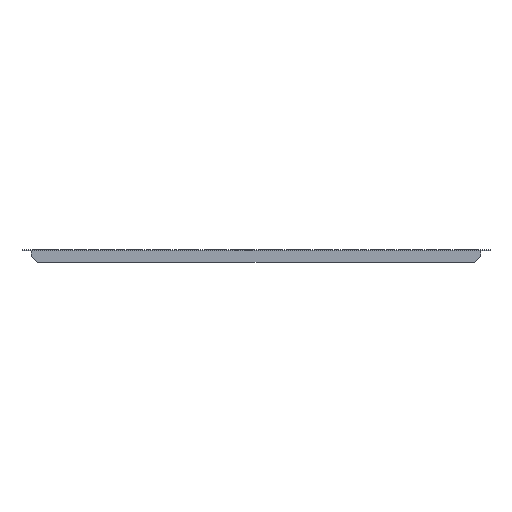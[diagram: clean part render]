
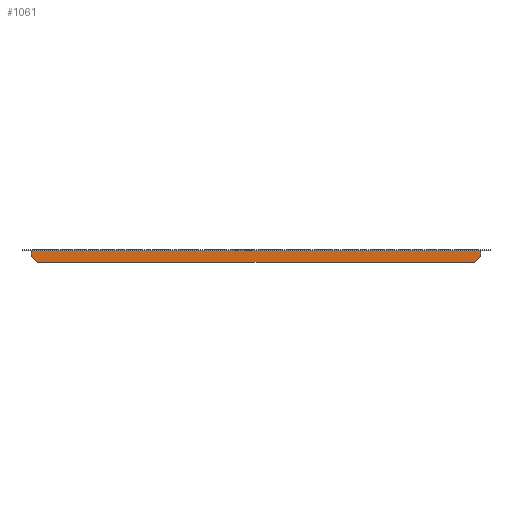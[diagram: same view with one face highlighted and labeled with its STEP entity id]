
A CAD part, front view. The second image highlights one B-rep face of the part: STEP entity #1061.
In plain terms, the highlighted planar face has unit normal (0, -1, 0).
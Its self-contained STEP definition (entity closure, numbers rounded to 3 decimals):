
#275 = PLANE ( 'NONE',  #16894 ) ;
#461 = DIRECTION ( 'NONE',  ( 0., 0., 1. ) ) ;
#529 = EDGE_CURVE ( 'NONE', #10340, #35400, #13401, .T. ) ;
#1061 = ADVANCED_FACE ( 'NONE', ( #5545 ), #275, .F. ) ;
#1346 = LINE ( 'NONE', #8996, #25964 ) ;
#1785 = LINE ( 'NONE', #35020, #25776 ) ;
#2174 = DIRECTION ( 'NONE',  ( -1., 0., 0. ) ) ;
#2275 = ORIENTED_EDGE ( 'NONE', *, *, #33992, .T. ) ;
#2282 = EDGE_CURVE ( 'NONE', #10340, #34766, #1785, .T. ) ;
#2564 = ORIENTED_EDGE ( 'NONE', *, *, #529, .F. ) ;
#3087 = VECTOR ( 'NONE', #35910, 1000. ) ;
#3476 = CARTESIAN_POINT ( 'NONE',  ( 288., -42., -15. ) ) ;
#5132 = ORIENTED_EDGE ( 'NONE', *, *, #28084, .F. ) ;
#5545 = FACE_OUTER_BOUND ( 'NONE', #32812, .T. ) ;
#5928 = CARTESIAN_POINT ( 'NONE',  ( -280., -42., -15. ) ) ;
#6127 = EDGE_CURVE ( 'NONE', #34766, #28910, #33451, .T. ) ;
#6802 = DIRECTION ( 'NONE',  ( 0., 0., 1. ) ) ;
#7258 = DIRECTION ( 'NONE',  ( 0.707, 0., -0.707 ) ) ;
#8996 = CARTESIAN_POINT ( 'NONE',  ( -288., -42., -15. ) ) ;
#10303 = ORIENTED_EDGE ( 'NONE', *, *, #2282, .T. ) ;
#10340 = VERTEX_POINT ( 'NONE', #35851 ) ;
#11081 = EDGE_CURVE ( 'NONE', #18471, #35400, #29442, .T. ) ;
#11104 = DIRECTION ( 'NONE',  ( 0., 0., 1. ) ) ;
#11353 = CARTESIAN_POINT ( 'NONE',  ( 288., -42., -15. ) ) ;
#11359 = DIRECTION ( 'NONE',  ( 0.707, 0., 0.707 ) ) ;
#12382 = CARTESIAN_POINT ( 'NONE',  ( 288., -42., -7. ) ) ;
#13401 = LINE ( 'NONE', #18838, #3087 ) ;
#13428 = ORIENTED_EDGE ( 'NONE', *, *, #11081, .T. ) ;
#16894 = AXIS2_PLACEMENT_3D ( 'NONE', #11353, #22433, #461 ) ;
#18471 = VERTEX_POINT ( 'NONE', #32787 ) ;
#18838 = CARTESIAN_POINT ( 'NONE',  ( 288., -42., -15. ) ) ;
#22433 = DIRECTION ( 'NONE',  ( 0., 1., 0. ) ) ;
#23017 = ORIENTED_EDGE ( 'NONE', *, *, #6127, .T. ) ;
#23042 = CARTESIAN_POINT ( 'NONE',  ( 288., -42., 0. ) ) ;
#23971 = VECTOR ( 'NONE', #7258, 1000. ) ;
#24767 = VECTOR ( 'NONE', #2174, 1000. ) ;
#25776 = VECTOR ( 'NONE', #11359, 1000. ) ;
#25964 = VECTOR ( 'NONE', #6802, 1000. ) ;
#26240 = CARTESIAN_POINT ( 'NONE',  ( -288., -42., 0. ) ) ;
#28084 = EDGE_CURVE ( 'NONE', #18471, #33556, #1346, .T. ) ;
#28910 = VERTEX_POINT ( 'NONE', #23042 ) ;
#29289 = VECTOR ( 'NONE', #11104, 1000. ) ;
#29442 = LINE ( 'NONE', #35047, #23971 ) ;
#30148 = LINE ( 'NONE', #32685, #24767 ) ;
#32685 = CARTESIAN_POINT ( 'NONE',  ( 288., -42., 0. ) ) ;
#32787 = CARTESIAN_POINT ( 'NONE',  ( -288., -42., -7. ) ) ;
#32812 = EDGE_LOOP ( 'NONE', ( #5132, #13428, #2564, #10303, #23017, #2275 ) ) ;
#33451 = LINE ( 'NONE', #3476, #29289 ) ;
#33556 = VERTEX_POINT ( 'NONE', #26240 ) ;
#33992 = EDGE_CURVE ( 'NONE', #28910, #33556, #30148, .T. ) ;
#34766 = VERTEX_POINT ( 'NONE', #12382 ) ;
#35020 = CARTESIAN_POINT ( 'NONE',  ( 284., -42., -11. ) ) ;
#35047 = CARTESIAN_POINT ( 'NONE',  ( 4., -42., -299. ) ) ;
#35400 = VERTEX_POINT ( 'NONE', #5928 ) ;
#35851 = CARTESIAN_POINT ( 'NONE',  ( 280., -42., -15. ) ) ;
#35910 = DIRECTION ( 'NONE',  ( -1., 0., 0. ) ) ;
